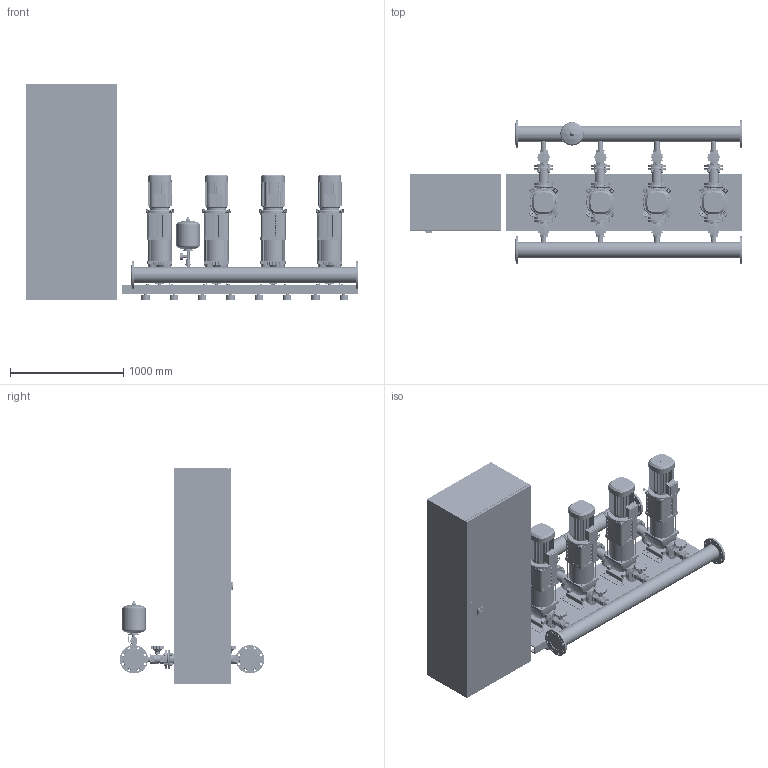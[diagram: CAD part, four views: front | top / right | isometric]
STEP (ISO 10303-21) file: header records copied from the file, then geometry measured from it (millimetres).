
FILE_DESCRIPTION((''),'2;1');
FILE_NAME('3d_COR-4HELIXV2204_K_CC-01-2530563.stp','2016-01-22T13:32:34',(''),(''),'Mechanical Desktop 2009','Mechanical Desktop 2009',', , ');
FILE_SCHEMA(('CONFIG_CONTROL_DESIGN'));
Length unit declared in the file: millimetre
Products named in the file (1): Product
Bounding box: 2930 x 1275 x 1900 mm (x, y, z)
Volume: 995898480.2 mm3; surface area: 22376955.3 mm2
Topology: 215 solids, 215 shells, 7870 faces, 20087 edges, 13078 vertices
Faces by surface type: plane 3160, cylinder 2112, bspline 1948, cone 384, torus 256, sphere 10
Entity records: 264650 total; most frequent: CARTESIAN_POINT 74067, ORIENTED_EDGE 40170, DIRECTION 37665, EDGE_CURVE 20085, VERTEX_POINT 13076, AXIS2_PLACEMENT_3D 12673, VECTOR 12319, LINE 12319
